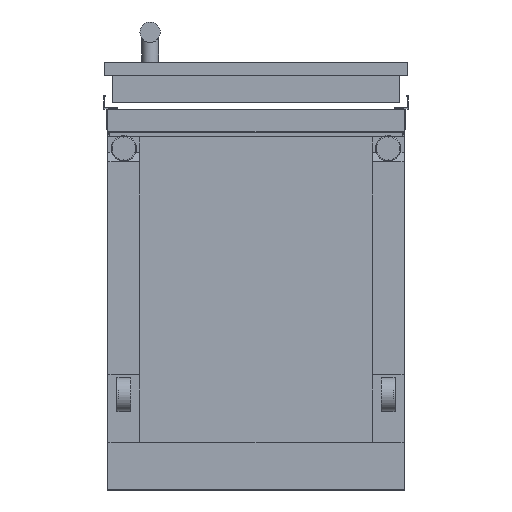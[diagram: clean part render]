
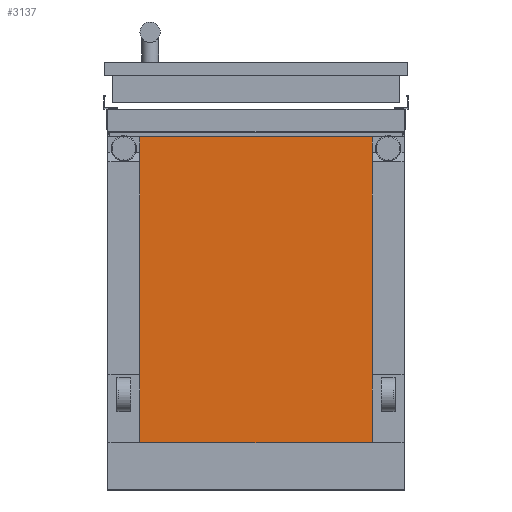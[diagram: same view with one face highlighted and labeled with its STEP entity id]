
A CAD part, front view. The second image highlights one B-rep face of the part: STEP entity #3137.
In plain terms, the highlighted planar face has unit normal (0, -1, 0).
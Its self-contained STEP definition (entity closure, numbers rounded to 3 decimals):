
#124 = CARTESIAN_POINT ( 'NONE',  ( -171., -990.85, 240. ) ) ;
#650 = ORIENTED_EDGE ( 'NONE', *, *, #11675, .F. ) ;
#678 = VECTOR ( 'NONE', #7669, 1000. ) ;
#780 = CARTESIAN_POINT ( 'NONE',  ( -171., -990.85, 240. ) ) ;
#1509 = FACE_OUTER_BOUND ( 'NONE', #5608, .T. ) ;
#1738 = CARTESIAN_POINT ( 'NONE',  ( -171., -990.85, -210.4 ) ) ;
#1828 = LINE ( 'NONE', #11708, #2301 ) ;
#2301 = VECTOR ( 'NONE', #8935, 1000. ) ;
#2645 = ORIENTED_EDGE ( 'NONE', *, *, #6578, .T. ) ;
#3137 = ADVANCED_FACE ( 'NONE', ( #1509 ), #9127, .F. ) ;
#3585 = VERTEX_POINT ( 'NONE', #10210 ) ;
#3625 = ORIENTED_EDGE ( 'NONE', *, *, #11057, .T. ) ;
#3783 = ORIENTED_EDGE ( 'NONE', *, *, #8353, .F. ) ;
#3848 = LINE ( 'NONE', #5117, #5797 ) ;
#4026 = LINE ( 'NONE', #780, #7008 ) ;
#4379 = DIRECTION ( 'NONE',  ( 0., 0., 1. ) ) ;
#5117 = CARTESIAN_POINT ( 'NONE',  ( 171., -990.85, -280. ) ) ;
#5278 = CARTESIAN_POINT ( 'NONE',  ( -171., -990.85, -280. ) ) ;
#5298 = AXIS2_PLACEMENT_3D ( 'NONE', #5278, #10101, #4379 ) ;
#5608 = EDGE_LOOP ( 'NONE', ( #2645, #3625, #3783, #650 ) ) ;
#5797 = VECTOR ( 'NONE', #7024, 1000. ) ;
#6194 = VERTEX_POINT ( 'NONE', #8758 ) ;
#6578 = EDGE_CURVE ( 'NONE', #6194, #3585, #3848, .T. ) ;
#6703 = CARTESIAN_POINT ( 'NONE',  ( -218., -990.85, -210.4 ) ) ;
#7008 = VECTOR ( 'NONE', #8558, 1000. ) ;
#7024 = DIRECTION ( 'NONE',  ( 0., 0., 1. ) ) ;
#7669 = DIRECTION ( 'NONE',  ( -1., 0., 0. ) ) ;
#8353 = EDGE_CURVE ( 'NONE', #9227, #9970, #1828, .T. ) ;
#8558 = DIRECTION ( 'NONE',  ( -1., 0., 0. ) ) ;
#8758 = CARTESIAN_POINT ( 'NONE',  ( 171., -990.85, -210.4 ) ) ;
#8935 = DIRECTION ( 'NONE',  ( 0., 0., 1. ) ) ;
#9127 = PLANE ( 'NONE',  #5298 ) ;
#9208 = LINE ( 'NONE', #6703, #678 ) ;
#9227 = VERTEX_POINT ( 'NONE', #1738 ) ;
#9970 = VERTEX_POINT ( 'NONE', #124 ) ;
#10101 = DIRECTION ( 'NONE',  ( 0., 1., 0. ) ) ;
#10210 = CARTESIAN_POINT ( 'NONE',  ( 171., -990.85, 240. ) ) ;
#11057 = EDGE_CURVE ( 'NONE', #3585, #9970, #4026, .T. ) ;
#11675 = EDGE_CURVE ( 'NONE', #6194, #9227, #9208, .T. ) ;
#11708 = CARTESIAN_POINT ( 'NONE',  ( -171., -990.85, -280. ) ) ;
